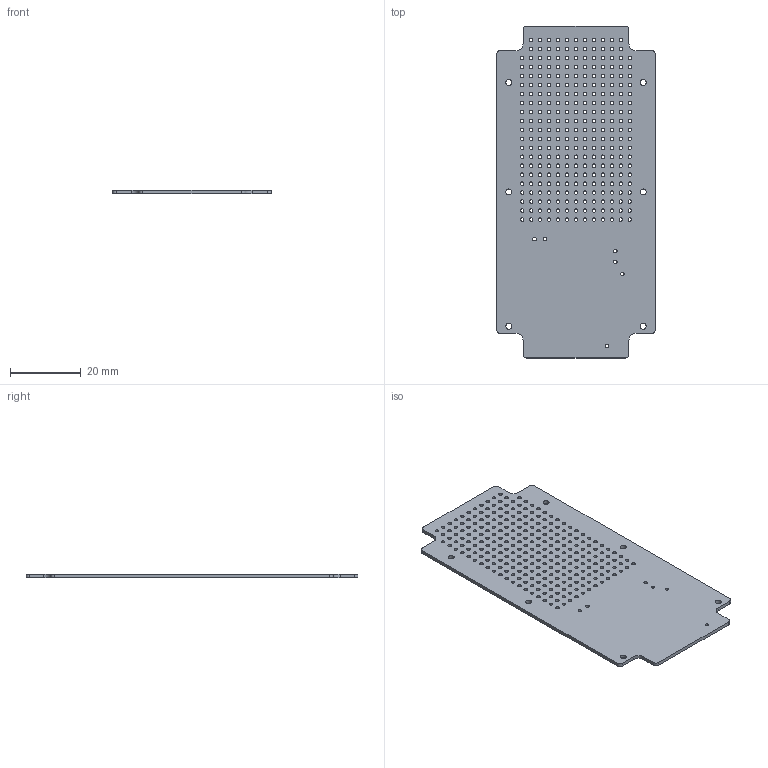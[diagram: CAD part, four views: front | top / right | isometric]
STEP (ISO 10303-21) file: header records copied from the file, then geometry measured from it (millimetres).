
FILE_DESCRIPTION(/* description */ (''),/* implementation_level */ '2;1');
FILE_NAME(/* name */ 'CSPB-100.stp',/* time_stamp */ '2021-07-21T15:58:35+09:00',/* author */ ('TK100'),/* organization */ (''),/* preprocessor_version */ 'ST-DEVELOPER v16.5',/* originating_system */ 'Autodesk Inventor 2017',/* authorisation */ '');
FILE_SCHEMA (('AUTOMOTIVE_DESIGN { 1 0 10303 214 3 1 1 }'));
Length unit declared in the file: millimetre
Products named in the file (1): CSPB-100
Bounding box: 45 x 94 x 1 mm (x, y, z)
Volume: 3792.1 mm3; surface area: 8751.3 mm2
Topology: 1 solids, 1 shells, 307 faces, 1196 edges, 891 vertices
Faces by surface type: cylinder 293, plane 14
Full cylindrical faces by diameter (mm): 1 x275, 1.7 x6
Entity records: 10424 total; most frequent: DIRECTION 1836, CARTESIAN_POINT 1552, ORIENTED_EDGE 1268, EDGE_LOOP 1150, AXIS2_PLACEMENT_3D 894, FACE_BOUND 843, EDGE_CURVE 634, VERTEX_POINT 610
